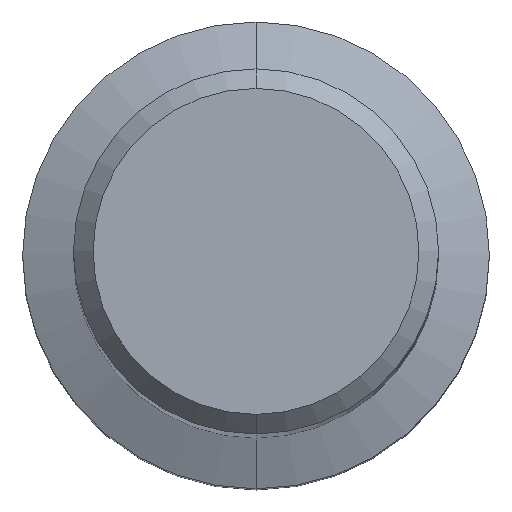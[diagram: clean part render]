
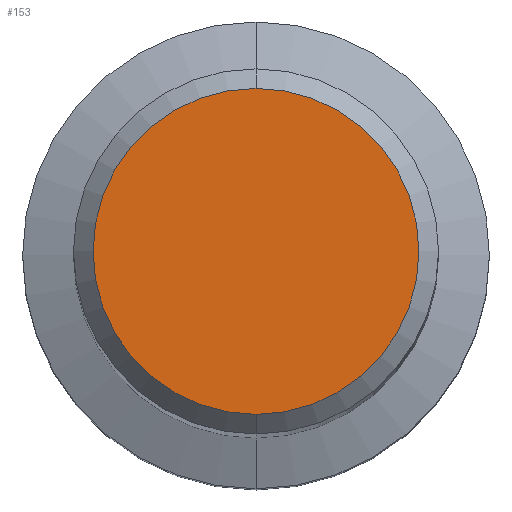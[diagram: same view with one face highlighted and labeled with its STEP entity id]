
A CAD part, top view. The second image highlights one B-rep face of the part: STEP entity #153.
In plain terms, the highlighted planar face has unit normal (0, 0, 1).
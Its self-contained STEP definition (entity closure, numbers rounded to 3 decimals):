
#153=ADVANCED_FACE('',(#352),#353,.T.);
#193=VERTEX_POINT('',#402);
#195=EDGE_CURVE('',#205,#193,#404,.T.);
#199=EDGE_CURVE('',#193,#205,#408,.T.);
#205=VERTEX_POINT('',#414);
#352=FACE_OUTER_BOUND('',#584,.T.);
#353=PLANE('',#585);
#402=CARTESIAN_POINT('',(0.,-6.65,0.0));
#404=CIRCLE('',#642,6.65);
#408=CIRCLE('',#649,6.65);
#414=CARTESIAN_POINT('',(0.0,6.65,0.0));
#584=EDGE_LOOP('',(#821,#822));
#585=AXIS2_PLACEMENT_3D('',#823,#824,#825);
#642=AXIS2_PLACEMENT_3D('',#891,#892,#893);
#649=AXIS2_PLACEMENT_3D('',#895,#896,#897);
#821=ORIENTED_EDGE('',*,*,#195,.F.);
#822=ORIENTED_EDGE('',*,*,#199,.F.);
#823=CARTESIAN_POINT('',(0.0,3.325,0.0));
#824=DIRECTION('',(-0.0,0.0,1.0));
#825=DIRECTION('',(0.0,-1.0,0.0));
#891=CARTESIAN_POINT('',(0.0,0.0,0.0));
#892=DIRECTION('',(0.0,0.0,-1.0));
#893=DIRECTION('',(0.0,1.0,0.0));
#895=CARTESIAN_POINT('',(0.0,0.0,0.0));
#896=DIRECTION('',(0.0,0.0,-1.0));
#897=DIRECTION('',(0.0,1.0,0.0));
